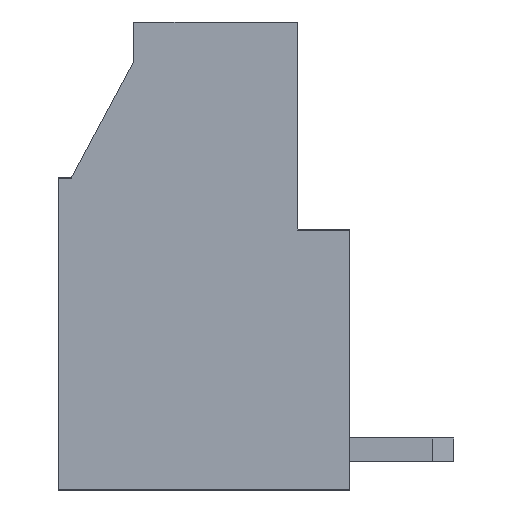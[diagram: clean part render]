
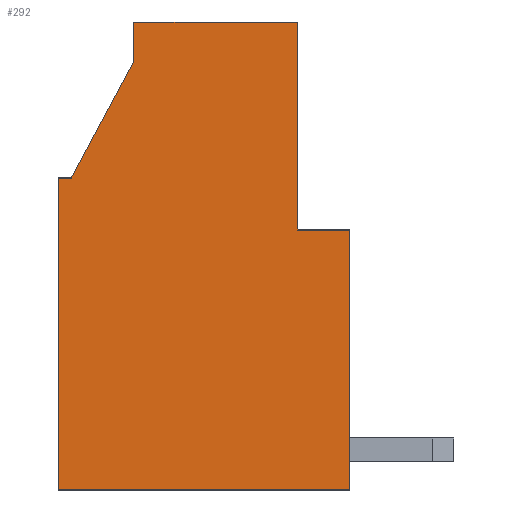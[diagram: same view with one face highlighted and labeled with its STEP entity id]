
A CAD part, front view. The second image highlights one B-rep face of the part: STEP entity #292.
In plain terms, the highlighted planar face has unit normal (0, -1, 0).
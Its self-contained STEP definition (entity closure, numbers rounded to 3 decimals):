
#292 = ADVANCED_FACE( '', ( #696 ), #697, .F. );
#696 = FACE_OUTER_BOUND( '', #1237, .T. );
#697 = PLANE( '', #1238 );
#1237 = EDGE_LOOP( '', ( #1864, #1865, #1866, #1867, #1868, #1869, #1870, #1871, #1872 ) );
#1238 = AXIS2_PLACEMENT_3D( '', #1873, #1874, #1875 );
#1864 = ORIENTED_EDGE( '', *, *, #3460, .T. );
#1865 = ORIENTED_EDGE( '', *, *, #3457, .T. );
#1866 = ORIENTED_EDGE( '', *, *, #3461, .T. );
#1867 = ORIENTED_EDGE( '', *, *, #3462, .T. );
#1868 = ORIENTED_EDGE( '', *, *, #3463, .T. );
#1869 = ORIENTED_EDGE( '', *, *, #3464, .T. );
#1870 = ORIENTED_EDGE( '', *, *, #3465, .F. );
#1871 = ORIENTED_EDGE( '', *, *, #3431, .F. );
#1872 = ORIENTED_EDGE( '', *, *, #3466, .F. );
#1873 = CARTESIAN_POINT( '', ( 12.32, -2.5, -5.26 ) );
#1874 = DIRECTION( '', ( 0., 1., 0. ) );
#1875 = DIRECTION( '', ( 1., 0., 0. ) );
#3431 = EDGE_CURVE( '', #4131, #4133, #4134, .T. );
#3457 = EDGE_CURVE( '', #4181, #4179, #4182, .T. );
#3460 = EDGE_CURVE( '', #4185, #4181, #4186, .T. );
#3461 = EDGE_CURVE( '', #4179, #4187, #4188, .T. );
#3462 = EDGE_CURVE( '', #4187, #4189, #4190, .T. );
#3463 = EDGE_CURVE( '', #4189, #4191, #4192, .T. );
#3464 = EDGE_CURVE( '', #4191, #4193, #4194, .T. );
#3465 = EDGE_CURVE( '', #4133, #4193, #4195, .T. );
#3466 = EDGE_CURVE( '', #4185, #4131, #4196, .T. );
#4131 = VERTEX_POINT( '', #5153 );
#4133 = VERTEX_POINT( '', #5156 );
#4134 = LINE( '', #5157, #5158 );
#4179 = VERTEX_POINT( '', #5223 );
#4181 = VERTEX_POINT( '', #5226 );
#4182 = LINE( '', #5227, #5228 );
#4185 = VERTEX_POINT( '', #5232 );
#4186 = LINE( '', #5233, #5234 );
#4187 = VERTEX_POINT( '', #5235 );
#4188 = LINE( '', #5236, #5237 );
#4189 = VERTEX_POINT( '', #5238 );
#4190 = LINE( '', #5239, #5240 );
#4191 = VERTEX_POINT( '', #5241 );
#4192 = LINE( '', #5242, #5243 );
#4193 = VERTEX_POINT( '', #5244 );
#4194 = LINE( '', #5245, #5246 );
#4195 = LINE( '', #5247, #5248 );
#4196 = LINE( '', #5249, #5250 );
#5153 = CARTESIAN_POINT( '', ( 0.5, -2.5, 12. ) );
#5156 = CARTESIAN_POINT( '', ( 2.9, -2.5, 16.5 ) );
#5157 = CARTESIAN_POINT( '', ( -6.433, -2.5, -1. ) );
#5158 = VECTOR( '', #6471, 1000. );
#5223 = CARTESIAN_POINT( '', ( 11.2, -2.5, 0. ) );
#5226 = CARTESIAN_POINT( '', ( 0., -2.5, 0. ) );
#5227 = CARTESIAN_POINT( '', ( 5.35, -2.5, 0. ) );
#5228 = VECTOR( '', #6493, 1000. );
#5232 = CARTESIAN_POINT( '', ( 0., -2.5, 12. ) );
#5233 = CARTESIAN_POINT( '', ( 0., -2.5, -1. ) );
#5234 = VECTOR( '', #6495, 1000. );
#5235 = CARTESIAN_POINT( '', ( 11.2, -2.5, 10. ) );
#5236 = CARTESIAN_POINT( '', ( 11.2, -2.5, -1. ) );
#5237 = VECTOR( '', #6496, 1000. );
#5238 = CARTESIAN_POINT( '', ( 9.2, -2.5, 10. ) );
#5239 = CARTESIAN_POINT( '', ( 5.35, -2.5, 10. ) );
#5240 = VECTOR( '', #6497, 1000. );
#5241 = CARTESIAN_POINT( '', ( 9.2, -2.5, 18. ) );
#5242 = CARTESIAN_POINT( '', ( 9.2, -2.5, -1. ) );
#5243 = VECTOR( '', #6498, 1000. );
#5244 = CARTESIAN_POINT( '', ( 2.9, -2.5, 18. ) );
#5245 = CARTESIAN_POINT( '', ( 5.35, -2.5, 18. ) );
#5246 = VECTOR( '', #6499, 1000. );
#5247 = CARTESIAN_POINT( '', ( 2.9, -2.5, -1. ) );
#5248 = VECTOR( '', #6500, 1000. );
#5249 = CARTESIAN_POINT( '', ( 5.35, -2.5, 12. ) );
#5250 = VECTOR( '', #6501, 1000. );
#6471 = DIRECTION( '', ( 0.471, 0., 0.882 ) );
#6493 = DIRECTION( '', ( 1., 0., 0. ) );
#6495 = DIRECTION( '', ( 0., 0., -1. ) );
#6496 = DIRECTION( '', ( 0., 0., 1. ) );
#6497 = DIRECTION( '', ( -1., 0., 0. ) );
#6498 = DIRECTION( '', ( 0., 0., 1. ) );
#6499 = DIRECTION( '', ( -1., 0., 0. ) );
#6500 = DIRECTION( '', ( 0., 0., 1. ) );
#6501 = DIRECTION( '', ( 1., 0., 0. ) );
